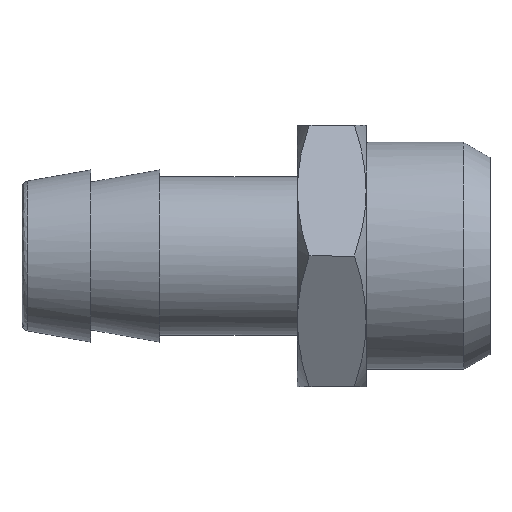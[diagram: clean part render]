
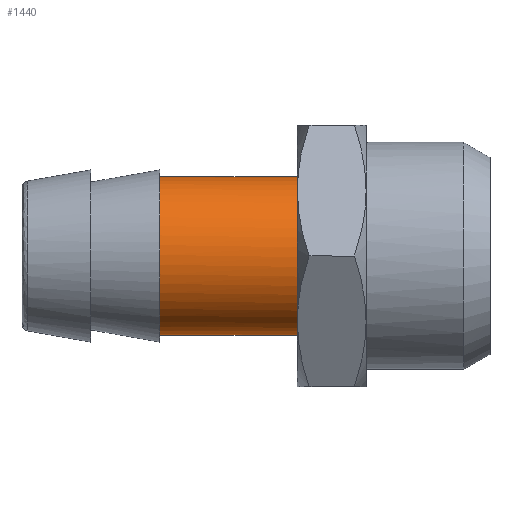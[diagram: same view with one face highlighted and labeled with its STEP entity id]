
A CAD part, left-side view. The second image highlights one B-rep face of the part: STEP entity #1440.
In plain terms, the highlighted free-form (B-spline) face has degree [1, 3] with [2, 4] control points.
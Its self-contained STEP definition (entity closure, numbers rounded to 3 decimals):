
#6 = EDGE_CURVE ( 'NONE', #2000, #1603, #1381, .T. ) ;
#39 = CARTESIAN_POINT ( 'NONE',  ( 0., 24., 5.75 ) ) ;
#48 = CARTESIAN_POINT ( 'NONE',  ( -3.532, 24., -4.6 ) ) ;
#213 = CARTESIAN_POINT ( 'NONE',  ( -5.75, 24., 0.755 ) ) ;
#260 = EDGE_CURVE ( 'NONE', #1603, #1519, #414, .T. ) ;
#332 = CARTESIAN_POINT ( 'NONE',  ( -11.5, 24., -5.75 ) ) ;
#356 = CARTESIAN_POINT ( 'NONE',  ( -5.023, 24., 2.898 ) ) ;
#374 = CARTESIAN_POINT ( 'NONE',  ( -3.532, 24., 4.6 ) ) ;
#393 = CARTESIAN_POINT ( 'NONE',  ( -3.532, 14., 4.6 ) ) ;
#407 = ORIENTED_EDGE ( 'NONE', *, *, #433, .F. ) ;
#414 = B_SPLINE_CURVE_WITH_KNOTS ( 'NONE', 1,
 ( #591, #954 ),
 .UNSPECIFIED., .F., .F.,
 ( 2, 2 ),
 ( -1., 0. ),
 .UNSPECIFIED. ) ;
#433 = EDGE_CURVE ( 'NONE', #1976, #2000, #1696, .T. ) ;
#469 = ORIENTED_EDGE ( 'NONE', *, *, #260, .F. ) ;
#472 = CARTESIAN_POINT ( 'NONE',  ( -11.5, 14., 5.75 ) ) ;
#476 = CARTESIAN_POINT ( 'NONE',  ( 0., 14., -5.75 ) ) ;
#509 = CARTESIAN_POINT ( 'NONE',  ( -5.601, 24., 1.503 ) ) ;
#520 = CARTESIAN_POINT ( 'NONE',  ( 0., 14., -5.75 ) ) ;
#523 = CARTESIAN_POINT ( 'NONE',  ( -5.601, 14., 1.503 ) ) ;
#530 = CARTESIAN_POINT ( 'NONE',  ( 0., 24., 5.75 ) ) ;
#591 = CARTESIAN_POINT ( 'NONE',  ( 0., 14., -5.75 ) ) ;
#660 = CARTESIAN_POINT ( 'NONE',  ( 0., 14., 5.75 ) ) ;
#691 = CARTESIAN_POINT ( 'NONE',  ( -5.601, 24., -1.503 ) ) ;
#728 = CARTESIAN_POINT ( 'NONE',  ( -1.503, 14., -5.601 ) ) ;
#735 = CARTESIAN_POINT ( 'NONE',  ( -5.75, 14., 0.755 ) ) ;
#803 = CARTESIAN_POINT ( 'NONE',  ( 0., 24., 5.75 ) ) ;
#843 =( BOUNDED_SURFACE ( )  B_SPLINE_SURFACE ( 1, 3, ( 
 ( #803, #1459, #332, #1313 ),
 ( #1468, #472, #1808, #476 ) ),
 .UNSPECIFIED., .F., .F., .F. ) 
 B_SPLINE_SURFACE_WITH_KNOTS ( ( 2, 2 ),
 ( 4, 4 ),
 ( 0., 1. ),
 ( 0., 1. ),
 .UNSPECIFIED. ) 
 GEOMETRIC_REPRESENTATION_ITEM ( )  RATIONAL_B_SPLINE_SURFACE ( (
 ( 1., 0.333, 0.333, 1.),
 ( 1., 0.333, 0.333, 1.) ) ) 
 REPRESENTATION_ITEM ( '' )  SURFACE ( )  );
#862 = CARTESIAN_POINT ( 'NONE',  ( -2.898, 24., 5.023 ) ) ;
#868 = CARTESIAN_POINT ( 'NONE',  ( -4.6, 24., -3.532 ) ) ;
#878 = CARTESIAN_POINT ( 'NONE',  ( -0.755, 14., 5.75 ) ) ;
#888 = CARTESIAN_POINT ( 'NONE',  ( -4.6, 14., 3.532 ) ) ;
#902 = CARTESIAN_POINT ( 'NONE',  ( 0., 14., 5.75 ) ) ;
#903 = CARTESIAN_POINT ( 'NONE',  ( 0., 14., -5.75 ) ) ;
#907 = EDGE_CURVE ( 'NONE', #1519, #1976, #1235, .T. ) ;
#954 = CARTESIAN_POINT ( 'NONE',  ( 0., 24., -5.75 ) ) ;
#1041 = CARTESIAN_POINT ( 'NONE',  ( -5.75, 14., -0.755 ) ) ;
#1048 = CARTESIAN_POINT ( 'NONE',  ( -5.601, 14., -1.503 ) ) ;
#1152 = CARTESIAN_POINT ( 'NONE',  ( 0., 24., -5.75 ) ) ;
#1199 = CARTESIAN_POINT ( 'NONE',  ( -5.75, 24., -0.755 ) ) ;
#1206 = CARTESIAN_POINT ( 'NONE',  ( -1.503, 24., 5.601 ) ) ;
#1215 = CARTESIAN_POINT ( 'NONE',  ( -5.023, 14., -2.898 ) ) ;
#1221 = CARTESIAN_POINT ( 'NONE',  ( 0., 14., 5.75 ) ) ;
#1235 = B_SPLINE_CURVE_WITH_KNOTS ( 'NONE', 3,
 ( #1152, #1840, #1858, #1344, #48, #868, #1676, #691, #1199, #213, #509, #356, #1691, #374, #862, #1206, #1364, #530 ),
 .UNSPECIFIED., .F., .F.,
 ( 4, 2, 2, 2, 2, 2, 2, 2, 4 ),
 ( 0., 0.393, 0.785, 1.178, 1.571, 1.963, 2.356, 2.749, 3.142 ),
 .UNSPECIFIED. ) ;
#1313 = CARTESIAN_POINT ( 'NONE',  ( 0., 24., -5.75 ) ) ;
#1344 = CARTESIAN_POINT ( 'NONE',  ( -2.898, 24., -5.023 ) ) ;
#1360 = CARTESIAN_POINT ( 'NONE',  ( -2.898, 14., -5.023 ) ) ;
#1364 = CARTESIAN_POINT ( 'NONE',  ( -0.755, 24., 5.75 ) ) ;
#1366 = CARTESIAN_POINT ( 'NONE',  ( -1.503, 14., 5.601 ) ) ;
#1381 = B_SPLINE_CURVE_WITH_KNOTS ( 'NONE', 3,
 ( #1221, #878, #1366, #1716, #393, #888, #2038, #523, #735, #1041, #1048, #1215, #1894, #1708, #1360, #728, #1884, #903 ),
 .UNSPECIFIED., .F., .F.,
 ( 4, 2, 2, 2, 2, 2, 2, 2, 4 ),
 ( 0., 0.393, 0.785, 1.178, 1.571, 1.963, 2.356, 2.749, 3.142 ),
 .UNSPECIFIED. ) ;
#1440 = ADVANCED_FACE ( 'NONE', ( #1539 ), #843, .F. ) ;
#1459 = CARTESIAN_POINT ( 'NONE',  ( -11.5, 24., 5.75 ) ) ;
#1467 = ORIENTED_EDGE ( 'NONE', *, *, #6, .F. ) ;
#1468 = CARTESIAN_POINT ( 'NONE',  ( 0., 14., 5.75 ) ) ;
#1492 = ORIENTED_EDGE ( 'NONE', *, *, #907, .F. ) ;
#1519 = VERTEX_POINT ( 'NONE', #1977 ) ;
#1539 = FACE_OUTER_BOUND ( 'NONE', #1669, .T. ) ;
#1603 = VERTEX_POINT ( 'NONE', #520 ) ;
#1669 = EDGE_LOOP ( 'NONE', ( #1492, #469, #1467, #407 ) ) ;
#1676 = CARTESIAN_POINT ( 'NONE',  ( -5.023, 24., -2.898 ) ) ;
#1691 = CARTESIAN_POINT ( 'NONE',  ( -4.6, 24., 3.532 ) ) ;
#1696 = B_SPLINE_CURVE_WITH_KNOTS ( 'NONE', 1,
 ( #1962, #660 ),
 .UNSPECIFIED., .F., .F.,
 ( 2, 2 ),
 ( -1., 0. ),
 .UNSPECIFIED. ) ;
#1708 = CARTESIAN_POINT ( 'NONE',  ( -3.532, 14., -4.6 ) ) ;
#1716 = CARTESIAN_POINT ( 'NONE',  ( -2.898, 14., 5.023 ) ) ;
#1808 = CARTESIAN_POINT ( 'NONE',  ( -11.5, 14., -5.75 ) ) ;
#1840 = CARTESIAN_POINT ( 'NONE',  ( -0.755, 24., -5.75 ) ) ;
#1858 = CARTESIAN_POINT ( 'NONE',  ( -1.503, 24., -5.601 ) ) ;
#1884 = CARTESIAN_POINT ( 'NONE',  ( -0.755, 14., -5.75 ) ) ;
#1894 = CARTESIAN_POINT ( 'NONE',  ( -4.6, 14., -3.532 ) ) ;
#1962 = CARTESIAN_POINT ( 'NONE',  ( 0., 24., 5.75 ) ) ;
#1976 = VERTEX_POINT ( 'NONE', #39 ) ;
#1977 = CARTESIAN_POINT ( 'NONE',  ( 0., 24., -5.75 ) ) ;
#2000 = VERTEX_POINT ( 'NONE', #902 ) ;
#2038 = CARTESIAN_POINT ( 'NONE',  ( -5.023, 14., 2.898 ) ) ;
